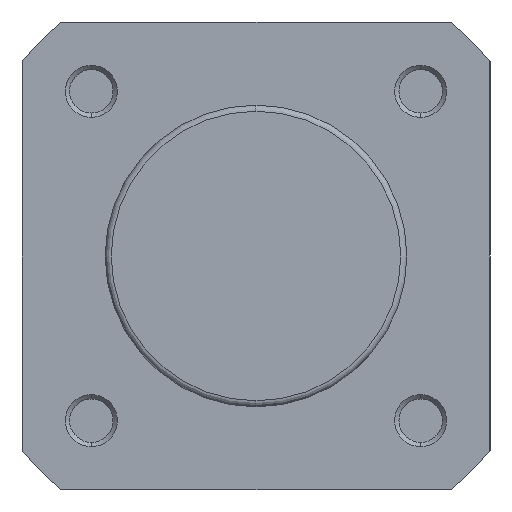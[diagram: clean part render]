
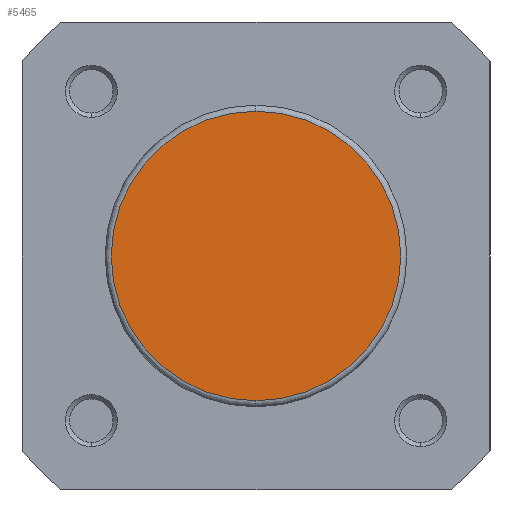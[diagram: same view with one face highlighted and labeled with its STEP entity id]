
A CAD part, left-side view. The second image highlights one B-rep face of the part: STEP entity #5465.
In plain terms, the highlighted planar face has unit normal (-1, 0, 0).
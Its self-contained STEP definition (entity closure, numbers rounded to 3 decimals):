
#11 = EDGE_LOOP ( 'NONE', ( #599, #598 ) ) ;
#598 = ORIENTED_EDGE ( 'NONE', *, *, #1755, .T. ) ;
#599 = ORIENTED_EDGE ( 'NONE', *, *, #2020, .T. ) ;
#1087 = CARTESIAN_POINT ( 'NONE',  ( 0., 0., 0. ) ) ;
#1110 = DIRECTION ( 'NONE',  ( 0., 0., 1. ) ) ;
#1115 = DIRECTION ( 'NONE',  ( -1., 0., 0. ) ) ;
#1383 = VERTEX_POINT ( 'NONE', #3997 ) ;
#1388 = VERTEX_POINT ( 'NONE', #3921 ) ;
#1642 = CIRCLE ( 'NONE', #2117, 16.7 ) ;
#1755 = EDGE_CURVE ( 'NONE', #1388, #1383, #1642, .T. ) ;
#2020 = EDGE_CURVE ( 'NONE', #1383, #1388, #2705, .T. ) ;
#2117 = AXIS2_PLACEMENT_3D ( 'NONE', #1087, #1115, #1110 ) ;
#2241 = AXIS2_PLACEMENT_3D ( 'NONE', #4768, #4769, #4770 ) ;
#2460 = AXIS2_PLACEMENT_3D ( 'NONE', #3526, #3528, #3529 ) ;
#2705 = CIRCLE ( 'NONE', #2241, 16.7 ) ;
#3162 = FACE_OUTER_BOUND ( 'NONE', #11, .T. ) ;
#3526 = CARTESIAN_POINT ( 'NONE',  ( 0., -17.4, 0. ) ) ;
#3527 = PLANE ( 'NONE',  #2460 ) ;
#3528 = DIRECTION ( 'NONE',  ( -1., 0., 0. ) ) ;
#3529 = DIRECTION ( 'NONE',  ( 0., 0., 1. ) ) ;
#3921 = CARTESIAN_POINT ( 'NONE',  ( 0., 0., -16.7 ) ) ;
#3997 = CARTESIAN_POINT ( 'NONE',  ( 0., 0., 16.7 ) ) ;
#4768 = CARTESIAN_POINT ( 'NONE',  ( 0., 0., 0. ) ) ;
#4769 = DIRECTION ( 'NONE',  ( -1., 0., 0. ) ) ;
#4770 = DIRECTION ( 'NONE',  ( 0., 0., 1. ) ) ;
#5465 = ADVANCED_FACE ( 'NONE', ( #3162 ), #3527, .T. ) ;
